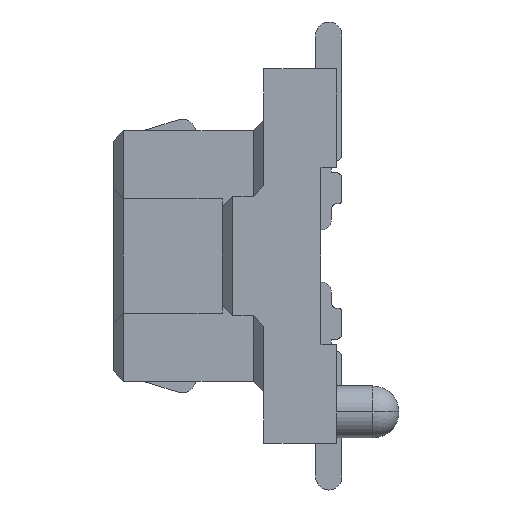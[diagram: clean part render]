
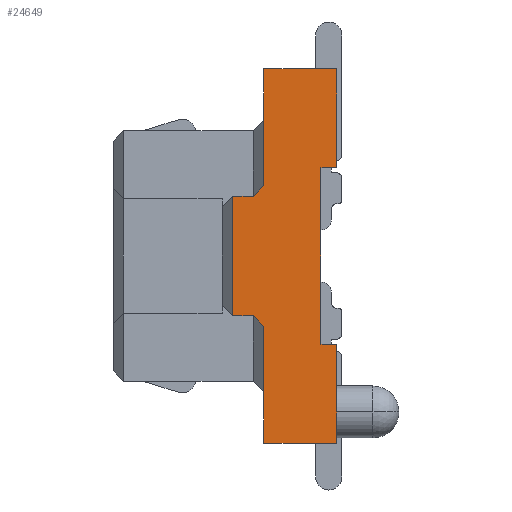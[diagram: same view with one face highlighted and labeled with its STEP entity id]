
A CAD part, left-side view. The second image highlights one B-rep face of the part: STEP entity #24649.
In plain terms, the highlighted planar face has unit normal (-1, 0, 0).
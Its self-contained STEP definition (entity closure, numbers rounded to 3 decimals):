
#25=DIRECTION('',(0.,0.,1.));
#26=VECTOR('',#25,0.95);
#27=CARTESIAN_POINT('',(-3.55,0.,0.85));
#28=LINE('',#27,#26);
#43=DIRECTION('',(0.,0.,1.));
#44=VECTOR('',#43,0.65);
#45=CARTESIAN_POINT('',(-3.55,0.,-1.5));
#46=LINE('',#45,#44);
#59=DIRECTION('',(0.,0.,1.));
#60=VECTOR('',#59,0.3);
#61=CARTESIAN_POINT('',(-3.55,0.,-1.8));
#62=LINE('',#61,#60);
#1383=DIRECTION('',(0.,1.,0.));
#1384=VECTOR('',#1383,0.7);
#1385=CARTESIAN_POINT('',(-3.55,0.,1.8));
#1386=LINE('',#1385,#1384);
#9095=DIRECTION('',(0.,1.,0.));
#9096=VECTOR('',#9095,0.7);
#9097=CARTESIAN_POINT('',(-3.55,0.,-1.8));
#9098=LINE('',#9097,#9096);
#9099=DIRECTION('',(0.,0.,1.));
#9100=VECTOR('',#9099,1.125);
#9101=CARTESIAN_POINT('',(-3.55,0.7,-1.8));
#9102=LINE('',#9101,#9100);
#9103=DIRECTION('',(0.,-1.,0.));
#9104=VECTOR('',#9103,0.2);
#9105=CARTESIAN_POINT('',(-3.55,1.,-0.575));
#9106=LINE('',#9105,#9104);
#9107=DIRECTION('',(0.,0.,-1.));
#9108=VECTOR('',#9107,1.15);
#9109=CARTESIAN_POINT('',(-3.55,1.,0.575));
#9110=LINE('',#9109,#9108);
#9111=DIRECTION('',(0.,-1.,0.));
#9112=VECTOR('',#9111,0.2);
#9113=CARTESIAN_POINT('',(-3.55,1.,0.575));
#9114=LINE('',#9113,#9112);
#9115=DIRECTION('',(0.,0.,1.));
#9116=VECTOR('',#9115,1.125);
#9117=CARTESIAN_POINT('',(-3.55,0.7,0.675));
#9118=LINE('',#9117,#9116);
#9119=DIRECTION('',(0.,1.,0.));
#9120=VECTOR('',#9119,0.15);
#9121=CARTESIAN_POINT('',(-3.55,0.,0.85));
#9122=LINE('',#9121,#9120);
#9123=DIRECTION('',(0.,0.,1.));
#9124=VECTOR('',#9123,1.7);
#9125=CARTESIAN_POINT('',(-3.55,0.15,-0.85));
#9126=LINE('',#9125,#9124);
#9127=DIRECTION('',(0.,1.,0.));
#9128=VECTOR('',#9127,0.15);
#9129=CARTESIAN_POINT('',(-3.55,0.,-0.85));
#9130=LINE('',#9129,#9128);
#9131=DIRECTION('',(0.,-0.707,-0.707));
#9132=VECTOR('',#9131,0.141);
#9133=CARTESIAN_POINT('',(-3.55,0.8,-0.575));
#9134=LINE('',#9133,#9132);
#9215=DIRECTION('',(0.,0.707,-0.707));
#9216=VECTOR('',#9215,0.141);
#9217=CARTESIAN_POINT('',(-3.55,0.7,0.675));
#9218=LINE('',#9217,#9216);
#9805=CARTESIAN_POINT('',(-3.55,0.7,1.8));
#9807=VERTEX_POINT('',#9805);
#9810=CARTESIAN_POINT('',(-3.55,0.7,-1.8));
#9812=VERTEX_POINT('',#9810);
#9813=CARTESIAN_POINT('',(-3.55,0.,-1.8));
#9814=VERTEX_POINT('',#9813);
#9815=CARTESIAN_POINT('',(-3.55,0.,1.8));
#9816=VERTEX_POINT('',#9815);
#9914=CARTESIAN_POINT('',(-3.55,1.,0.575));
#9916=VERTEX_POINT('',#9914);
#9923=CARTESIAN_POINT('',(-3.55,1.,-0.575));
#9924=VERTEX_POINT('',#9923);
#9953=CARTESIAN_POINT('',(-3.55,0.8,-0.575));
#9954=CARTESIAN_POINT('',(-3.55,0.7,-0.675));
#9955=VERTEX_POINT('',#9953);
#9956=VERTEX_POINT('',#9954);
#9961=CARTESIAN_POINT('',(-3.55,0.8,0.575));
#9962=VERTEX_POINT('',#9961);
#9963=CARTESIAN_POINT('',(-3.55,0.7,0.675));
#9964=VERTEX_POINT('',#9963);
#9975=CARTESIAN_POINT('',(-3.55,0.,0.85));
#9976=VERTEX_POINT('',#9975);
#9977=CARTESIAN_POINT('',(-3.55,0.,-0.85));
#9979=VERTEX_POINT('',#9977);
#9989=CARTESIAN_POINT('',(-3.55,0.15,-0.85));
#9990=CARTESIAN_POINT('',(-3.55,0.15,0.85));
#9991=VERTEX_POINT('',#9989);
#9992=VERTEX_POINT('',#9990);
#10013=CARTESIAN_POINT('',(-3.55,0.,-1.5));
#10015=VERTEX_POINT('',#10013);
#24621=CARTESIAN_POINT('',(-3.55,0.,-1.8));
#24622=DIRECTION('',(-1.,0.,0.));
#24623=DIRECTION('',(0.,0.,1.));
#24624=AXIS2_PLACEMENT_3D('',#24621,#24622,#24623);
#24625=PLANE('',#24624);
#24626=ORIENTED_EDGE('',*,*,#12898,.F.);
#24627=ORIENTED_EDGE('',*,*,#13056,.T.);
#24628=ORIENTED_EDGE('',*,*,#14217,.T.);
#24630=ORIENTED_EDGE('',*,*,#24629,.F.);
#24632=ORIENTED_EDGE('',*,*,#24631,.F.);
#24633=ORIENTED_EDGE('',*,*,#24614,.F.);
#24634=ORIENTED_EDGE('',*,*,#24589,.T.);
#24636=ORIENTED_EDGE('',*,*,#24635,.F.);
#24637=ORIENTED_EDGE('',*,*,#14392,.T.);
#24638=ORIENTED_EDGE('',*,*,#13733,.F.);
#24639=ORIENTED_EDGE('',*,*,#12874,.F.);
#24641=ORIENTED_EDGE('',*,*,#24640,.T.);
#24643=ORIENTED_EDGE('',*,*,#24642,.F.);
#24645=ORIENTED_EDGE('',*,*,#24644,.F.);
#24646=ORIENTED_EDGE('',*,*,#12890,.F.);
#24647=EDGE_LOOP('',(#24626,#24627,#24628,#24630,#24632,#24633,#24634,#24636,
#24637,#24638,#24639,#24641,#24643,#24645,#24646));
#24648=FACE_OUTER_BOUND('',#24647,.F.);
#12874=EDGE_CURVE('',#9976,#9816,#28,.T.);
#12890=EDGE_CURVE('',#10015,#9979,#46,.T.);
#12898=EDGE_CURVE('',#9814,#10015,#62,.T.);
#13056=EDGE_CURVE('',#9814,#9812,#9098,.T.);
#13733=EDGE_CURVE('',#9816,#9807,#1386,.T.);
#14217=EDGE_CURVE('',#9812,#9956,#9102,.T.);
#14392=EDGE_CURVE('',#9964,#9807,#9118,.T.);
#24589=EDGE_CURVE('',#9916,#9962,#9114,.T.);
#24614=EDGE_CURVE('',#9916,#9924,#9110,.T.);
#24629=EDGE_CURVE('',#9955,#9956,#9134,.T.);
#24631=EDGE_CURVE('',#9924,#9955,#9106,.T.);
#24635=EDGE_CURVE('',#9964,#9962,#9218,.T.);
#24640=EDGE_CURVE('',#9976,#9992,#9122,.T.);
#24642=EDGE_CURVE('',#9991,#9992,#9126,.T.);
#24644=EDGE_CURVE('',#9979,#9991,#9130,.T.);
#24649=ADVANCED_FACE('',(#24648),#24625,.T.);
